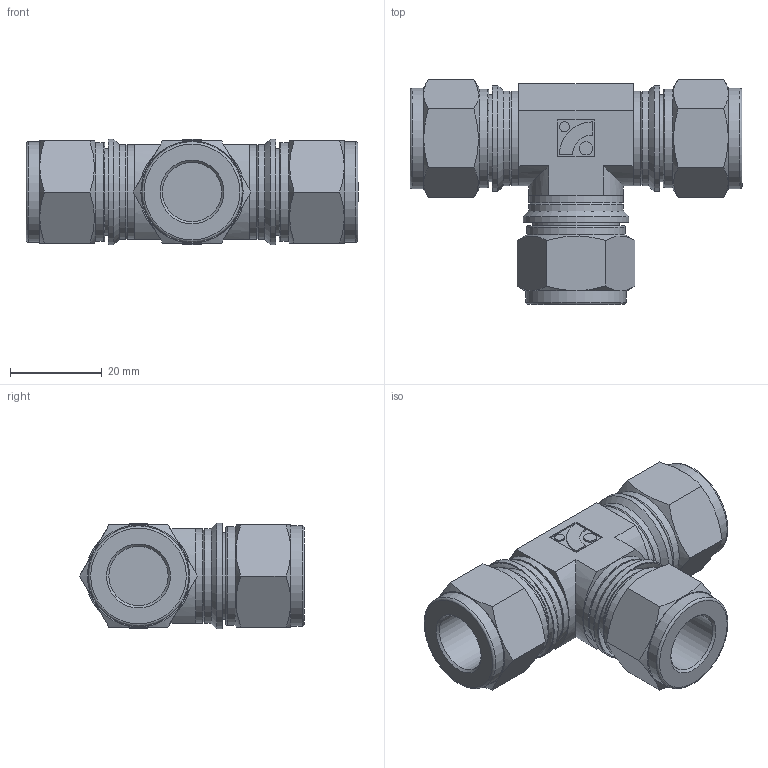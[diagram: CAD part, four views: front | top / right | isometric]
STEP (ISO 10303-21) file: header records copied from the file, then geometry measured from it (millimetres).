
FILE_DESCRIPTION(/* description */ (''),/* implementation_level */ '2;1');
FILE_NAME(/* name */ 'SUTI-8.stp',/* time_stamp */ '2022-07-11T09:46:06+09:00',/* author */ ('user'),/* organization */ (''),/* preprocessor_version */ 'ST-DEVELOPER v18.1',/* originating_system */ 'Autodesk Inventor 2022',/* authorisation */ '');
FILE_SCHEMA (('AUTOMOTIVE_DESIGN { 1 0 10303 214 3 1 1 }'));
Length unit declared in the file: millimetre
Products named in the file (1): SUT-8
Bounding box: 72.2 x 48.93 x 23 mm (x, y, z)
Volume: 28555.3 mm3; surface area: 13293.1 mm2
Topology: 1 solids, 1 shells, 153 faces, 332 edges, 213 vertices
Faces by surface type: plane 69, cone 39, cylinder 39, torus 6
Full cylindrical faces by diameter (mm): 2.16 x2, 2.88 x2, 12.9 x3, 17.2 x3, 17.7 x3, 18.9 x3, 20.5 x3, 20.6 x3, 21.5 x3, 21.8 x3, 23 x3
Entity records: 4162 total; most frequent: CARTESIAN_POINT 807, DIRECTION 715, ORIENTED_EDGE 664, EDGE_CURVE 332, AXIS2_PLACEMENT_3D 283, VERTEX_POINT 213, EDGE_LOOP 185, FACE_OUTER_BOUND 153
